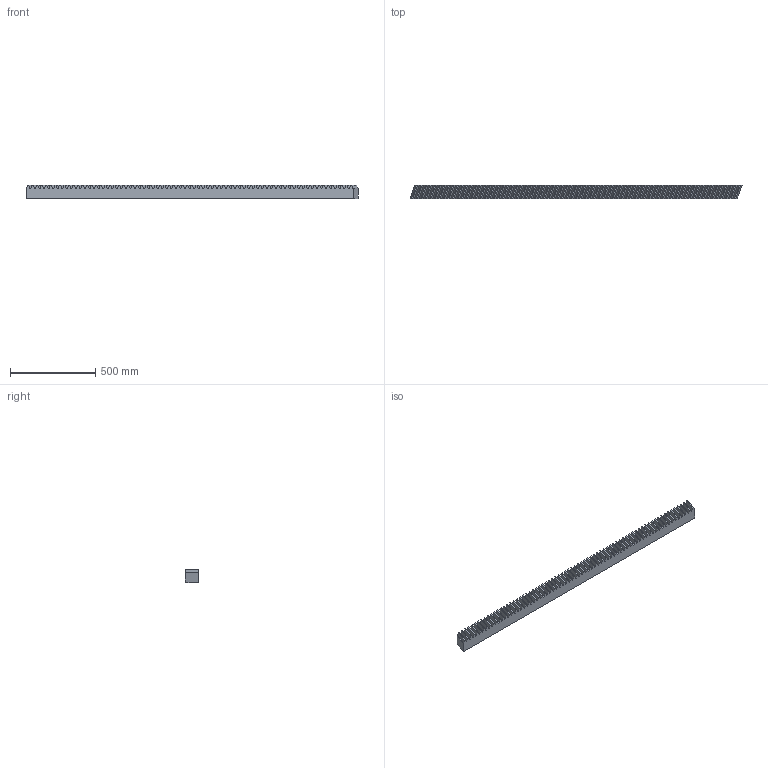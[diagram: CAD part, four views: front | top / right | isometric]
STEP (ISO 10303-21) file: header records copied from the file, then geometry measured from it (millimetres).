
FILE_DESCRIPTION(('STEP AP214'),'1');
FILE_NAME('143-080-320.stp','2017-10-09T08:06:23',('TraceParts'),('TraceParts S.A.'),'Spatial InterOp 3D',' ',' ');
FILE_SCHEMA(('automotive_design'));
Length unit declared in the file: millimetre
Products named in the file (1): 143-080-320
Bounding box: 1946.68 x 79 x 79 mm (x, y, z)
Volume: 10681571.6 mm3; surface area: 732762 mm2
Topology: 1 solids, 1 shells, 295 faces, 879 edges, 586 vertices
Faces by surface type: plane 295
Entity records: 12078 total; most frequent: CARTESIAN_POINT 1761, ORIENTED_EDGE 1758, DIRECTION 1471, EDGE_CURVE 879, LINE 879, VECTOR 879, VERTEX_POINT 586, STYLED_ITEM 296
